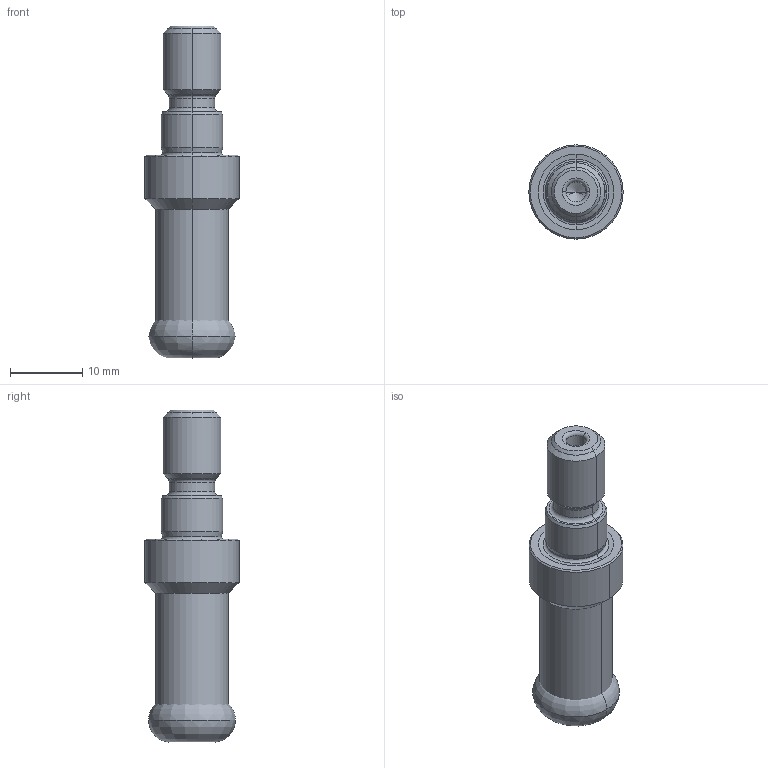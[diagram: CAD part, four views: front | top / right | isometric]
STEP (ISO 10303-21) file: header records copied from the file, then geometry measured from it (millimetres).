
FILE_DESCRIPTION((''),'2;1');
FILE_NAME('15B1D012028X5R00','2015-10-31T',('thielmann'),(''),'PRO/ENGINEER BY PARAMETRIC TECHNOLOGY CORPORATION, 2011490','PRO/ENGINEER BY PARAMETRIC TECHNOLOGY CORPORATION, 2011490','');
FILE_SCHEMA(('AUTOMOTIVE_DESIGN { 1 2 10303 214 0 1 1 1 }'));
Length unit declared in the file: millimetre
Products named in the file (3): NOCUT; CUT; 15B1D012028X5R00
Assembly tree (2 placements, depth 2):
  15B1D012028X5R00
    NOCUT
    CUT
Bounding box: 13 x 13 x 45.8 mm (x, y, z)
Volume: 3795.1 mm3; surface area: 2378.3 mm2
Topology: 2 solids, 3 shells, 56 faces, 120 edges, 69 vertices
Faces by surface type: cylinder 16, cone 16, torus 16, plane 4, revolution 4
Entity records: 2366 total; most frequent: CARTESIAN_POINT 509, DIRECTION 332, ORIENTED_EDGE 224, AXIS2_PLACEMENT_3D 147, PRESENTATION_STYLE_ASSIGNMENT 126, STYLED_ITEM 126, CURVE_STYLE 123, EDGE_CURVE 116
